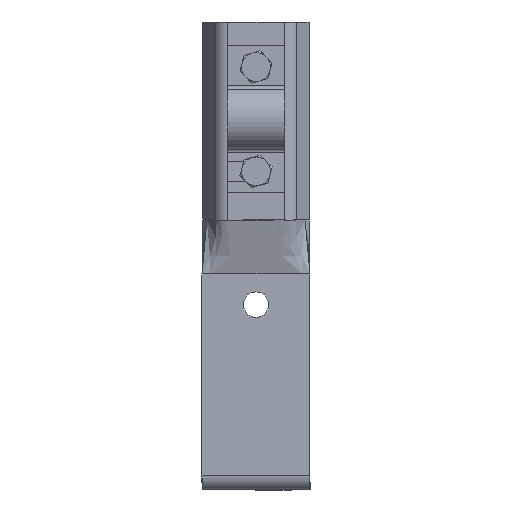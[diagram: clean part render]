
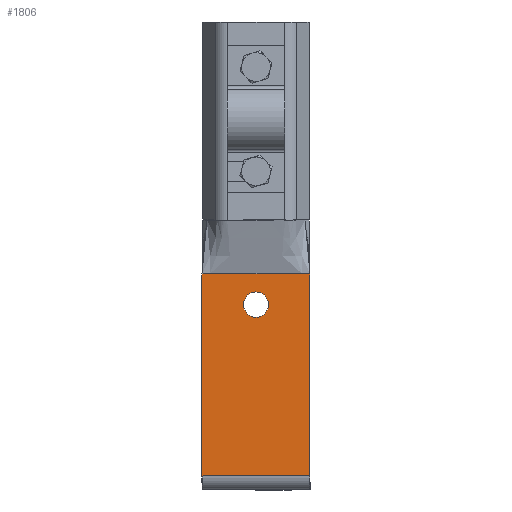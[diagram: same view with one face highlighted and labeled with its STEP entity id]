
A CAD part, front view. The second image highlights one B-rep face of the part: STEP entity #1806.
In plain terms, the highlighted face is planar.
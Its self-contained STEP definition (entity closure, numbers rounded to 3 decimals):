
#171=FACE_BOUND('',#488,.T.);
#222=CIRCLE('',#2024,3.5);
#364=FACE_OUTER_BOUND('',#487,.T.);
#487=EDGE_LOOP('',(#1627,#1628,#1629,#1630,#1631,#1632));
#488=EDGE_LOOP('',(#1633));
#606=LINE('',#3113,#753);
#607=LINE('',#3115,#754);
#608=LINE('',#3117,#755);
#620=LINE('',#3236,#767);
#635=LINE('',#3271,#782);
#637=LINE('',#3274,#784);
#753=VECTOR('',#2480,10.);
#754=VECTOR('',#2481,10.);
#755=VECTOR('',#2482,10.);
#767=VECTOR('',#2498,10.);
#782=VECTOR('',#2537,10.);
#784=VECTOR('',#2541,10.);
#893=VERTEX_POINT('',#2973);
#912=VERTEX_POINT('',#3060);
#913=VERTEX_POINT('',#3112);
#914=VERTEX_POINT('',#3114);
#915=VERTEX_POINT('',#3116);
#923=VERTEX_POINT('',#3233);
#924=VERTEX_POINT('',#3235);
#1107=EDGE_CURVE('',#893,#893,#222,.T.);
#1134=EDGE_CURVE('',#912,#913,#606,.T.);
#1135=EDGE_CURVE('',#913,#914,#607,.T.);
#1136=EDGE_CURVE('',#914,#915,#608,.T.);
#1149=EDGE_CURVE('',#924,#923,#620,.T.);
#1167=EDGE_CURVE('',#924,#912,#635,.T.);
#1169=EDGE_CURVE('',#915,#923,#637,.T.);
#1627=ORIENTED_EDGE('',*,*,#1149,.T.);
#1628=ORIENTED_EDGE('',*,*,#1169,.F.);
#1629=ORIENTED_EDGE('',*,*,#1136,.F.);
#1630=ORIENTED_EDGE('',*,*,#1135,.F.);
#1631=ORIENTED_EDGE('',*,*,#1134,.F.);
#1632=ORIENTED_EDGE('',*,*,#1167,.F.);
#1633=ORIENTED_EDGE('',*,*,#1107,.T.);
#1703=PLANE('',#2056);
#1806=ADVANCED_FACE('',(#364,#171),#1703,.T.);
#2024=AXIS2_PLACEMENT_3D('',#2974,#2431,#2432);
#2056=AXIS2_PLACEMENT_3D('',#3273,#2539,#2540);
#2431=DIRECTION('center_axis',(0.,0.,
-1.));
#2432=DIRECTION('ref_axis',(-1.,0.,0.));
#2480=DIRECTION('',(1.,0.,0.));
#2481=DIRECTION('',(1.,0.,0.));
#2482=DIRECTION('',(1.,0.,0.));
#2498=DIRECTION('',(1.,0.,0.));
#2537=DIRECTION('',(0.,1.,0.));
#2539=DIRECTION('center_axis',(0.,0.,
1.));
#2540=DIRECTION('ref_axis',(1.,0.,0.));
#2541=DIRECTION('',(0.,-1.,0.));
#2973=CARTESIAN_POINT('',(3.5,-23.5,-2.));
#2974=CARTESIAN_POINT('Origin',(0.,-23.5,-2.));
#3060=CARTESIAN_POINT('',(-15.,-15.,-2.));
#3112=CARTESIAN_POINT('',(-12.859,-15.,-2.));
#3113=CARTESIAN_POINT('',(15.,-15.,-2.));
#3114=CARTESIAN_POINT('',(12.859,-15.,-2.));
#3115=CARTESIAN_POINT('',(15.,-15.,-2.));
#3116=CARTESIAN_POINT('',(15.,-15.,-2.));
#3117=CARTESIAN_POINT('',(15.,-15.,-2.));
#3233=CARTESIAN_POINT('',(15.,-71.,-2.));
#3235=CARTESIAN_POINT('',(-15.,-71.,-2.));
#3236=CARTESIAN_POINT('',(-7.5,-71.,-2.));
#3271=CARTESIAN_POINT('',(-15.,-15.,-2.));
#3273=CARTESIAN_POINT('Origin',(0.,-45.,-2.));
#3274=CARTESIAN_POINT('',(15.,-75.,-2.));
